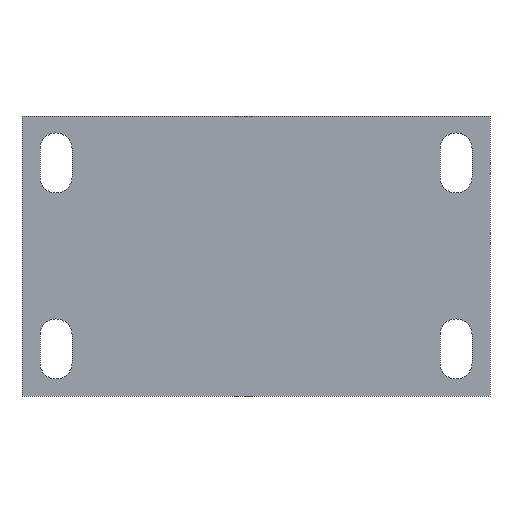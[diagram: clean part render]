
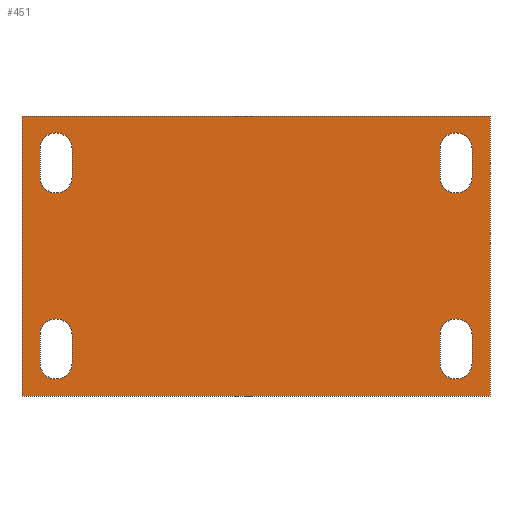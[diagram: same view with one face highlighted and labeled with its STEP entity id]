
A CAD part, front view. The second image highlights one B-rep face of the part: STEP entity #451.
In plain terms, the highlighted planar face has unit normal (0, -1, 0).
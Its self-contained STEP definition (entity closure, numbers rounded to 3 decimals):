
#16=CARTESIAN_POINT('',(58.5,0.0,35.0));
#17=VERTEX_POINT('',#16);
#18=CARTESIAN_POINT('',(58.5,0.0,-35.0));
#19=VERTEX_POINT('',#18);
#20=CARTESIAN_POINT('',(58.5,0.0,35.0));
#21=DIRECTION('',(0.0,0.0,-1.0));
#22=VECTOR('',#21,1.0);
#23=LINE('',#20,#22);
#24=EDGE_CURVE('no 62',#17,#19,#23,.T.);
#56=CARTESIAN_POINT('',(-58.5,0.0,-35.0));
#57=VERTEX_POINT('',#56);
#58=CARTESIAN_POINT('',(-58.5,0.0,-35.0));
#59=DIRECTION('',(-1.0,0.0,0.0));
#60=VECTOR('',#59,1.0);
#61=LINE('',#58,#60);
#62=EDGE_CURVE('no 58',#19,#57,#61,.T.);
#87=CARTESIAN_POINT('',(-58.5,0.0,35.0));
#88=VERTEX_POINT('',#87);
#89=CARTESIAN_POINT('',(-58.5,0.0,35.0));
#90=DIRECTION('',(0.0,0.0,1.0));
#91=VECTOR('',#90,1.0);
#92=LINE('',#89,#91);
#93=EDGE_CURVE('no 54',#57,#88,#92,.T.);
#118=CARTESIAN_POINT('',(-58.5,0.0,35.0));
#119=DIRECTION('',(1.0,0.0,0.0));
#120=VECTOR('',#119,1.0);
#121=LINE('',#118,#120);
#122=EDGE_CURVE('no 50',#88,#17,#121,.T.);
#296=CARTESIAN_POINT('',(46.0,0.0,26.75));
#297=VERTEX_POINT('',#296);
#298=CARTESIAN_POINT('',(54.0,0.0,26.75));
#299=VERTEX_POINT('',#298);
#300=CARTESIAN_POINT('',(50.0,0.0,26.75));
#301=DIRECTION('',(0.0,1.0,0.0));
#302=DIRECTION('',(0.0,-0.0,1.0));
#303=AXIS2_PLACEMENT_3D('',#300,#301,#302);
#304=CIRCLE('',#303,4.0);
#305=EDGE_CURVE('no 301',#297,#299,#304,.T.);
#306=ORIENTED_EDGE('',*,*,#305,.T.);
#307=CARTESIAN_POINT('',(54.0,0.0,19.75));
#308=VERTEX_POINT('',#307);
#309=CARTESIAN_POINT('',(54.0,0.0,26.75));
#310=DIRECTION('',(-0.0,0.0,-1.0));
#311=VECTOR('',#310,1.0);
#312=LINE('',#309,#311);
#313=EDGE_CURVE('no 313',#299,#308,#312,.T.);
#314=ORIENTED_EDGE('',*,*,#313,.T.);
#315=CARTESIAN_POINT('',(46.0,0.0,19.75));
#316=VERTEX_POINT('',#315);
#317=CARTESIAN_POINT('',(50.0,0.0,19.75));
#318=DIRECTION('',(0.0,1.0,0.0));
#319=DIRECTION('',(0.0,-0.0,1.0));
#320=AXIS2_PLACEMENT_3D('',#317,#318,#319);
#321=CIRCLE('',#320,4.0);
#322=EDGE_CURVE('no 309',#308,#316,#321,.T.);
#323=ORIENTED_EDGE('',*,*,#322,.T.);
#324=CARTESIAN_POINT('',(46.0,0.0,26.75));
#325=DIRECTION('',(-0.0,0.0,1.0));
#326=VECTOR('',#325,1.0);
#327=LINE('',#324,#326);
#328=EDGE_CURVE('no 305',#316,#297,#327,.T.);
#329=ORIENTED_EDGE('',*,*,#328,.T.);
#330=EDGE_LOOP('',(#306,#314,#323,#329));
#331=FACE_OUTER_BOUND('',#330,.T.);
#332=CARTESIAN_POINT('',(54.0,0.0,-26.75));
#333=VERTEX_POINT('',#332);
#334=CARTESIAN_POINT('',(46.0,0.0,-26.75));
#335=VERTEX_POINT('',#334);
#336=CARTESIAN_POINT('',(50.0,0.0,-26.75));
#337=DIRECTION('',(0.0,1.0,-0.0));
#338=DIRECTION('',(0.0,-0.0,-1.0));
#339=AXIS2_PLACEMENT_3D('',#336,#337,#338);
#340=CIRCLE('',#339,4.0);
#341=EDGE_CURVE('no 360',#333,#335,#340,.T.);
#342=ORIENTED_EDGE('',*,*,#341,.T.);
#343=CARTESIAN_POINT('',(46.0,0.0,-19.75));
#344=VERTEX_POINT('',#343);
#345=CARTESIAN_POINT('',(46.0,0.0,-26.75));
#346=DIRECTION('',(0.0,0.0,1.0));
#347=VECTOR('',#346,1.0);
#348=LINE('',#345,#347);
#349=EDGE_CURVE('no 372',#335,#344,#348,.T.);
#350=ORIENTED_EDGE('',*,*,#349,.T.);
#351=CARTESIAN_POINT('',(54.0,0.0,-19.75));
#352=VERTEX_POINT('',#351);
#353=CARTESIAN_POINT('',(50.0,0.0,-19.75));
#354=DIRECTION('',(0.0,1.0,-0.0));
#355=DIRECTION('',(0.0,-0.0,-1.0));
#356=AXIS2_PLACEMENT_3D('',#353,#354,#355);
#357=CIRCLE('',#356,4.0);
#358=EDGE_CURVE('no 368',#344,#352,#357,.T.);
#359=ORIENTED_EDGE('',*,*,#358,.T.);
#360=CARTESIAN_POINT('',(54.0,0.0,-26.75));
#361=DIRECTION('',(0.0,0.0,-1.0));
#362=VECTOR('',#361,1.0);
#363=LINE('',#360,#362);
#364=EDGE_CURVE('no 364',#352,#333,#363,.T.);
#365=ORIENTED_EDGE('',*,*,#364,.T.);
#366=EDGE_LOOP('',(#342,#350,#359,#365));
#367=FACE_BOUND('',#366,.T.);
#368=CARTESIAN_POINT('',(-46.0,0.0,-26.75));
#369=VERTEX_POINT('',#368);
#370=CARTESIAN_POINT('',(-54.0,0.0,-26.75));
#371=VERTEX_POINT('',#370);
#372=CARTESIAN_POINT('',(-50.0,0.0,-26.75));
#373=DIRECTION('',(0.0,1.0,0.0));
#374=DIRECTION('',(0.0,-0.0,1.0));
#375=AXIS2_PLACEMENT_3D('',#372,#373,#374);
#376=CIRCLE('',#375,4.0);
#377=EDGE_CURVE('no 419',#369,#371,#376,.T.);
#378=ORIENTED_EDGE('',*,*,#377,.T.);
#379=CARTESIAN_POINT('',(-54.0,0.0,-19.75));
#380=VERTEX_POINT('',#379);
#381=CARTESIAN_POINT('',(-54.0,0.0,-26.75));
#382=DIRECTION('',(0.0,0.0,1.0));
#383=VECTOR('',#382,1.0);
#384=LINE('',#381,#383);
#385=EDGE_CURVE('no 431',#371,#380,#384,.T.);
#386=ORIENTED_EDGE('',*,*,#385,.T.);
#387=CARTESIAN_POINT('',(-46.0,0.0,-19.75));
#388=VERTEX_POINT('',#387);
#389=CARTESIAN_POINT('',(-50.0,0.0,-19.75));
#390=DIRECTION('',(0.0,1.0,0.0));
#391=DIRECTION('',(0.0,-0.0,1.0));
#392=AXIS2_PLACEMENT_3D('',#389,#390,#391);
#393=CIRCLE('',#392,4.0);
#394=EDGE_CURVE('no 427',#380,#388,#393,.T.);
#395=ORIENTED_EDGE('',*,*,#394,.T.);
#396=CARTESIAN_POINT('',(-46.0,0.0,-26.75));
#397=DIRECTION('',(0.0,0.0,-1.0));
#398=VECTOR('',#397,1.0);
#399=LINE('',#396,#398);
#400=EDGE_CURVE('no 423',#388,#369,#399,.T.);
#401=ORIENTED_EDGE('',*,*,#400,.T.);
#402=EDGE_LOOP('',(#378,#386,#395,#401));
#403=FACE_BOUND('',#402,.T.);
#404=CARTESIAN_POINT('',(-54.0,0.0,26.75));
#405=VERTEX_POINT('',#404);
#406=CARTESIAN_POINT('',(-46.0,0.0,26.75));
#407=VERTEX_POINT('',#406);
#408=CARTESIAN_POINT('',(-50.0,0.0,26.75));
#409=DIRECTION('',(0.0,1.0,-0.0));
#410=DIRECTION('',(0.0,-0.0,-1.0));
#411=AXIS2_PLACEMENT_3D('',#408,#409,#410);
#412=CIRCLE('',#411,4.0);
#413=EDGE_CURVE('no 478',#405,#407,#412,.T.);
#414=ORIENTED_EDGE('',*,*,#413,.T.);
#415=CARTESIAN_POINT('',(-46.0,0.0,19.75));
#416=VERTEX_POINT('',#415);
#417=CARTESIAN_POINT('',(-46.0,0.0,26.75));
#418=DIRECTION('',(-0.0,0.0,-1.0));
#419=VECTOR('',#418,1.0);
#420=LINE('',#417,#419);
#421=EDGE_CURVE('no 490',#407,#416,#420,.T.);
#422=ORIENTED_EDGE('',*,*,#421,.T.);
#423=CARTESIAN_POINT('',(-54.0,0.0,19.75));
#424=VERTEX_POINT('',#423);
#425=CARTESIAN_POINT('',(-50.0,0.0,19.75));
#426=DIRECTION('',(0.0,1.0,-0.0));
#427=DIRECTION('',(0.0,-0.0,-1.0));
#428=AXIS2_PLACEMENT_3D('',#425,#426,#427);
#429=CIRCLE('',#428,4.0);
#430=EDGE_CURVE('no 486',#416,#424,#429,.T.);
#431=ORIENTED_EDGE('',*,*,#430,.T.);
#432=CARTESIAN_POINT('',(-54.0,0.0,26.75));
#433=DIRECTION('',(-0.0,0.0,1.0));
#434=VECTOR('',#433,1.0);
#435=LINE('',#432,#434);
#436=EDGE_CURVE('no 482',#424,#405,#435,.T.);
#437=ORIENTED_EDGE('',*,*,#436,.T.);
#438=EDGE_LOOP('',(#414,#422,#431,#437));
#439=FACE_BOUND('',#438,.T.);
#440=ORIENTED_EDGE('',*,*,#24,.F.);
#441=ORIENTED_EDGE('',*,*,#122,.F.);
#442=ORIENTED_EDGE('',*,*,#93,.F.);
#443=ORIENTED_EDGE('',*,*,#62,.F.);
#444=EDGE_LOOP('',(#440,#441,#442,#443));
#445=FACE_BOUND('',#444,.T.);
#446=CARTESIAN_POINT('',(0.0,-0.0,0.0));
#447=DIRECTION('',(0.0,-1.0,0.0));
#448=DIRECTION('',(0.0,-0.0,-1.0));
#449=AXIS2_PLACEMENT_3D('',#446,#447,#448);
#450=PLANE('',#449);
#451=ADVANCED_FACE('no 48',(#331,#367,#403,#439,#445),#450,.T.);
